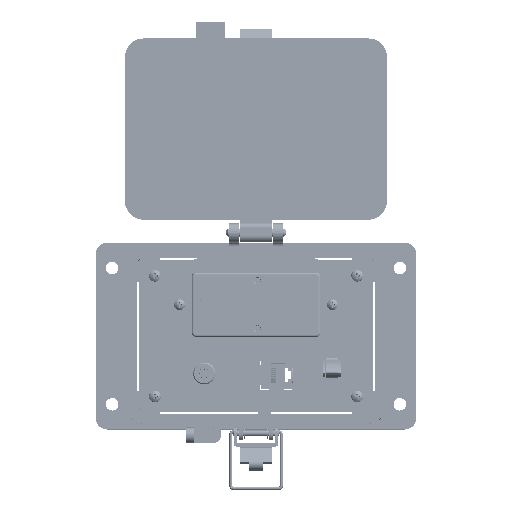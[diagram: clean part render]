
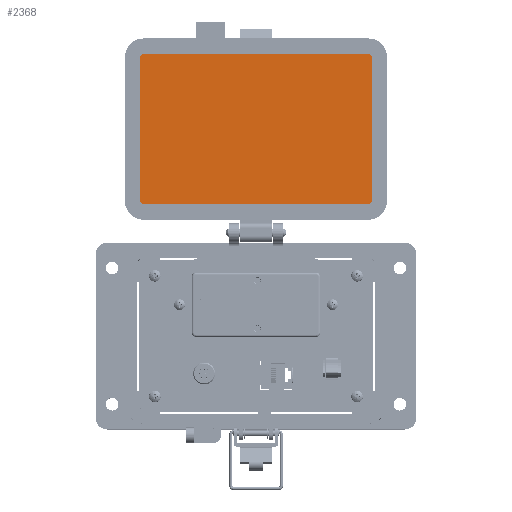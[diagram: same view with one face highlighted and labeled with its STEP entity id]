
A CAD part, top view. The second image highlights one B-rep face of the part: STEP entity #2368.
In plain terms, the highlighted planar face has unit normal (0, 0, 1).
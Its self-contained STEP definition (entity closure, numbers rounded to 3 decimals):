
#758 = CARTESIAN_POINT ( 'NONE',  ( -59.505, 143.334, 8.694 ) ) ;
#2368 = ADVANCED_FACE ( 'NONE', ( #37181 ), #18201, .T. ) ;
#8006 = ORIENTED_EDGE ( 'NONE', *, *, #75082, .F. ) ;
#8034 = ORIENTED_EDGE ( 'NONE', *, *, #246190, .F. ) ;
#8874 = EDGE_CURVE ( 'NONE', #193533, #65771, #113799, .T. ) ;
#18201 = PLANE ( 'NONE',  #200040 ) ;
#19664 = LINE ( 'NONE', #213424, #191289 ) ;
#22976 = ORIENTED_EDGE ( 'NONE', *, *, #8874, .F. ) ;
#25724 = EDGE_CURVE ( 'NONE', #101833, #80755, #161514, .T. ) ;
#28182 = AXIS2_PLACEMENT_3D ( 'NONE', #151996, #236795, #216499 ) ;
#30325 = CARTESIAN_POINT ( 'NONE',  ( 59.502, 69.55, 8.694 ) ) ;
#32466 = CARTESIAN_POINT ( 'NONE',  ( -57.72, 69.55, 8.694 ) ) ;
#36132 = DIRECTION ( 'NONE',  ( 0., 1., 0. ) ) ;
#37181 = FACE_OUTER_BOUND ( 'NONE', #109762, .T. ) ;
#42751 = CARTESIAN_POINT ( 'NONE',  ( 57.717, 67.765, 8.694 ) ) ;
#43368 = VECTOR ( 'NONE', #124783, 1000. ) ;
#48241 = VERTEX_POINT ( 'NONE', #86148 ) ;
#48516 = AXIS2_PLACEMENT_3D ( 'NONE', #235699, #62171, #84966 ) ;
#51482 = DIRECTION ( 'NONE',  ( 0., -1., 0. ) ) ;
#51786 = DIRECTION ( 'NONE',  ( -1., 0., 0. ) ) ;
#52314 = ORIENTED_EDGE ( 'NONE', *, *, #160167, .F. ) ;
#55618 = EDGE_CURVE ( 'NONE', #104348, #193533, #89065, .T. ) ;
#58877 = AXIS2_PLACEMENT_3D ( 'NONE', #32466, #109779, #51482 ) ;
#62171 = DIRECTION ( 'NONE',  ( 0., 0., -1. ) ) ;
#65771 = VERTEX_POINT ( 'NONE', #107275 ) ;
#73089 = CARTESIAN_POINT ( 'NONE',  ( -59.505, 69.55, 8.694 ) ) ;
#75082 = EDGE_CURVE ( 'NONE', #65771, #189566, #249135, .T. ) ;
#76808 = CARTESIAN_POINT ( 'NONE',  ( 59.502, 143.334, 8.694 ) ) ;
#77761 = CARTESIAN_POINT ( 'NONE',  ( -30.745, 145.119, 8.694 ) ) ;
#80755 = VERTEX_POINT ( 'NONE', #76808 ) ;
#83678 = DIRECTION ( 'NONE',  ( 0., -1., 0. ) ) ;
#84966 = DIRECTION ( 'NONE',  ( 0., -1., 0. ) ) ;
#86148 = CARTESIAN_POINT ( 'NONE',  ( -57.72, 145.119, 8.694 ) ) ;
#89065 = CIRCLE ( 'NONE', #48516, 1.785 ) ;
#92918 = CIRCLE ( 'NONE', #28182, 1.785 ) ;
#101833 = VERTEX_POINT ( 'NONE', #164717 ) ;
#104348 = VERTEX_POINT ( 'NONE', #147632 ) ;
#104543 = CARTESIAN_POINT ( 'NONE',  ( 57.717, 145.119, 8.694 ) ) ;
#107275 = CARTESIAN_POINT ( 'NONE',  ( -57.72, 67.765, 8.694 ) ) ;
#107342 = VERTEX_POINT ( 'NONE', #758 ) ;
#109762 = EDGE_LOOP ( 'NONE', ( #52314, #110037, #8006, #22976, #241968, #8034, #228857, #191241 ) ) ;
#109779 = DIRECTION ( 'NONE',  ( 0., 0., -1. ) ) ;
#110037 = ORIENTED_EDGE ( 'NONE', *, *, #113107, .F. ) ;
#112557 = CARTESIAN_POINT ( 'NONE',  ( -57.72, 67.765, 8.694 ) ) ;
#113107 = EDGE_CURVE ( 'NONE', #189566, #107342, #19664, .T. ) ;
#113799 = LINE ( 'NONE', #112557, #148085 ) ;
#124177 = EDGE_CURVE ( 'NONE', #48241, #101833, #147514, .T. ) ;
#124783 = DIRECTION ( 'NONE',  ( 1., 0., 0. ) ) ;
#144361 = LINE ( 'NONE', #30325, #148506 ) ;
#147514 = LINE ( 'NONE', #104543, #43368 ) ;
#147632 = CARTESIAN_POINT ( 'NONE',  ( 59.502, 69.55, 8.694 ) ) ;
#148085 = VECTOR ( 'NONE', #51786, 1000. ) ;
#148506 = VECTOR ( 'NONE', #83678, 1000. ) ;
#151996 = CARTESIAN_POINT ( 'NONE',  ( -57.72, 143.334, 8.694 ) ) ;
#160167 = EDGE_CURVE ( 'NONE', #107342, #48241, #92918, .T. ) ;
#161514 = CIRCLE ( 'NONE', #189838, 1.785 ) ;
#164717 = CARTESIAN_POINT ( 'NONE',  ( 57.717, 145.119, 8.694 ) ) ;
#172727 = DIRECTION ( 'NONE',  ( 0., -1., 0. ) ) ;
#188783 = DIRECTION ( 'NONE',  ( 0., 0., -1. ) ) ;
#189566 = VERTEX_POINT ( 'NONE', #73089 ) ;
#189838 = AXIS2_PLACEMENT_3D ( 'NONE', #245842, #188783, #225568 ) ;
#191241 = ORIENTED_EDGE ( 'NONE', *, *, #124177, .F. ) ;
#191289 = VECTOR ( 'NONE', #36132, 1000. ) ;
#192968 = DIRECTION ( 'NONE',  ( 0., 0., 1. ) ) ;
#193533 = VERTEX_POINT ( 'NONE', #42751 ) ;
#200040 = AXIS2_PLACEMENT_3D ( 'NONE', #77761, #192968, #172727 ) ;
#213424 = CARTESIAN_POINT ( 'NONE',  ( -59.505, 143.334, 8.694 ) ) ;
#216499 = DIRECTION ( 'NONE',  ( 0., -1., 0. ) ) ;
#225568 = DIRECTION ( 'NONE',  ( 0., -1., 0. ) ) ;
#228857 = ORIENTED_EDGE ( 'NONE', *, *, #25724, .F. ) ;
#235699 = CARTESIAN_POINT ( 'NONE',  ( 57.717, 69.55, 8.694 ) ) ;
#236795 = DIRECTION ( 'NONE',  ( 0., 0., -1. ) ) ;
#241968 = ORIENTED_EDGE ( 'NONE', *, *, #55618, .F. ) ;
#245842 = CARTESIAN_POINT ( 'NONE',  ( 57.717, 143.334, 8.694 ) ) ;
#246190 = EDGE_CURVE ( 'NONE', #80755, #104348, #144361, .T. ) ;
#249135 = CIRCLE ( 'NONE', #58877, 1.785 ) ;
